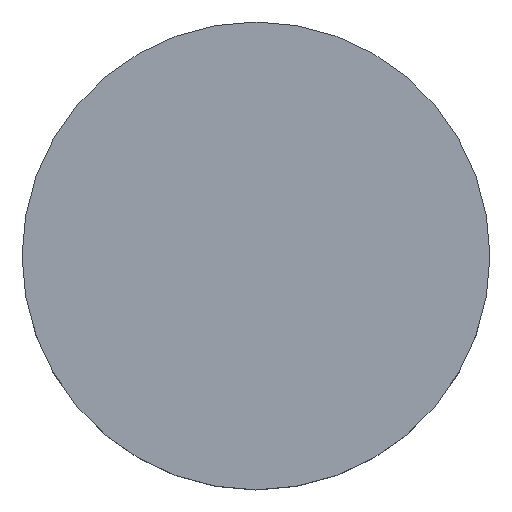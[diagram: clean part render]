
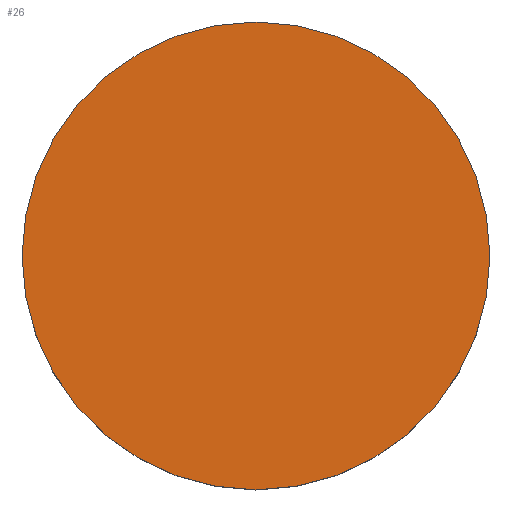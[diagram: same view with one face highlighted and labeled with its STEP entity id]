
A CAD part, top view. The second image highlights one B-rep face of the part: STEP entity #26.
In plain terms, the highlighted planar face has unit normal (0, 0, 1).
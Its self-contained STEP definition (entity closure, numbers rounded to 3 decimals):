
#18 = DIRECTION ( 'NONE',  ( 0., 0., -1. ) ) ;
#26 = ADVANCED_FACE ( 'NONE', ( #168 ), #67, .T. ) ;
#29 = AXIS2_PLACEMENT_3D ( 'NONE', #234, #103, #221 ) ;
#32 = VERTEX_POINT ( 'NONE', #119 ) ;
#35 = CARTESIAN_POINT ( 'NONE',  ( 0., 0., 3.5 ) ) ;
#36 = ORIENTED_EDGE ( 'NONE', *, *, #64, .F. ) ;
#44 = AXIS2_PLACEMENT_3D ( 'NONE', #157, #66, #198 ) ;
#64 = EDGE_CURVE ( 'NONE', #32, #116, #208, .T. ) ;
#66 = DIRECTION ( 'NONE',  ( 0., 0., -1. ) ) ;
#67 = PLANE ( 'NONE',  #29 ) ;
#81 = CIRCLE ( 'NONE', #219, 6.35 ) ;
#83 = CARTESIAN_POINT ( 'NONE',  ( -6.35, 0., 3.5 ) ) ;
#103 = DIRECTION ( 'NONE',  ( 0., 0., 1. ) ) ;
#108 = DIRECTION ( 'NONE',  ( 1., 0., 0. ) ) ;
#116 = VERTEX_POINT ( 'NONE', #83 ) ;
#119 = CARTESIAN_POINT ( 'NONE',  ( 6.35, 0., 3.5 ) ) ;
#152 = ORIENTED_EDGE ( 'NONE', *, *, #179, .F. ) ;
#157 = CARTESIAN_POINT ( 'NONE',  ( 0., 0., 3.5 ) ) ;
#168 = FACE_OUTER_BOUND ( 'NONE', #225, .T. ) ;
#179 = EDGE_CURVE ( 'NONE', #116, #32, #81, .T. ) ;
#198 = DIRECTION ( 'NONE',  ( 1., 0., 0. ) ) ;
#208 = CIRCLE ( 'NONE', #44, 6.35 ) ;
#219 = AXIS2_PLACEMENT_3D ( 'NONE', #35, #18, #108 ) ;
#221 = DIRECTION ( 'NONE',  ( 1., 0., 0. ) ) ;
#225 = EDGE_LOOP ( 'NONE', ( #36, #152 ) ) ;
#234 = CARTESIAN_POINT ( 'NONE',  ( 0., 13.158, 3.5 ) ) ;
